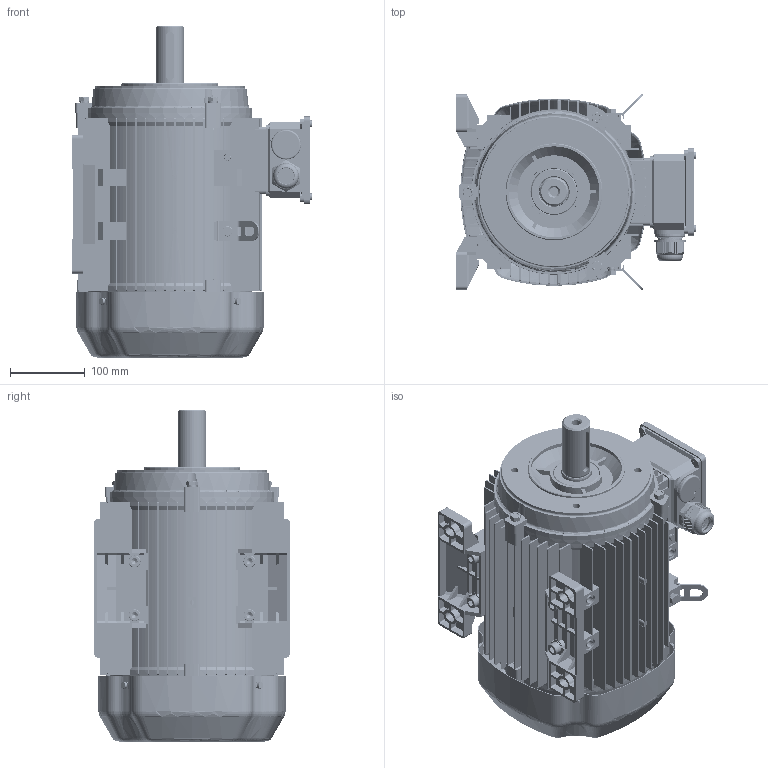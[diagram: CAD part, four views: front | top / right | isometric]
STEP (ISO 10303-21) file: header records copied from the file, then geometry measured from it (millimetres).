
FILE_DESCRIPTION(/* description */ (''),/* implementation_level */ '2;1');
FILE_NAME(/* name */ 'JL3-132S-B34A.stp',/* time_stamp */ '2016-06-20T09:05:17+08:00',/* author */ (''),/* organization */ (''),/* preprocessor_version */ 'ST-DEVELOPER v15',/* originating_system */ 'SIEMENS PLM Software NX 8.5',/* authorisation */ '');
FILE_SCHEMA (('AUTOMOTIVE_DESIGN { 1 0 10303 214 3 1 1 1 }'));
Products named in the file (1): pc0EE8206E1os2
Bounding box: 323 x 263.33 x 444.99 mm (x, y, z)
Volume: 3278347.2 mm3; surface area: 1671235.5 mm2
Topology: 62 solids, 62 shells, 5258 faces, 14745 edges, 9751 vertices
Faces by surface type: plane 2788, cylinder 1773, bspline 303, cone 200, torus 194
Full cylindrical faces by diameter (mm): 2 x4, 4.2 x4, 4.48 x9, 4.8 x10, 5 x33, 5.3 x5, 5.8 x14, 6 x1, 7.188 x6, 8 x15, 8.58 x2, 9.1 x6, 10 x31, 10.715 x4, 11 x6, 12 x13, 13 x4, 14.785 x2, 16 x8, 17 x4, 17.785 x4, 18 x12, 22 x1, 26 x4, 27.2 x1, 28.2 x3, 30 x10, 31 x6, 32 x18, 33 x6
Entity records: 219835 total; most frequent: CARTESIAN_POINT 84233, ORIENTED_EDGE 28044, DIRECTION 25663, EDGE_CURVE 14022, VERTEX_POINT 9458, AXIS2_PLACEMENT_3D 8920, LINE 7823, VECTOR 7823
